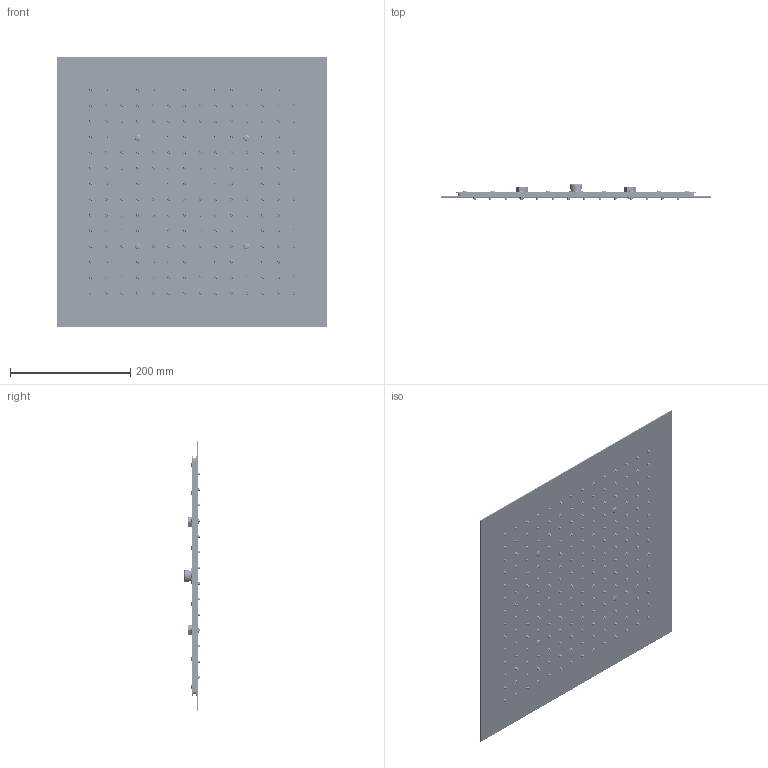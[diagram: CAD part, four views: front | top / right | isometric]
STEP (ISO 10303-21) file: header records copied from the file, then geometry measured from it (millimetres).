
FILE_DESCRIPTION (( 'STEP AP203' ), '1' );
FILE_NAME ('99ZP09558.STEP', '2024-06-19T06:47:51', ( '' ), ( '' ), 'SwSTEP 2.0', 'SolidWorks 2021', '' );
FILE_SCHEMA (( 'CONFIG_CONTROL_DESIGN' ));
Length unit declared in the file: millimetre
Products named in the file (1): 99ZP09558
Bounding box: 450 x 26.5 x 450 mm (x, y, z)
Volume: 1454996.1 mm3; surface area: 513558.5 mm2
Topology: 197 solids, 197 shells, 3362 faces, 5375 edges, 3455 vertices
Faces by surface type: plane 1488, cylinder 1444, cone 390, torus 36, bspline 4
Full cylindrical faces by diameter (mm): 1 x192, 2.5 x32, 5 x384, 5.5 x1, 6.4 x192, 6.5 x4, 7.4 x32, 7.5 x192, 8.5 x8, 9 x4, 9.1 x192, 9.4 x192, 9.85 x4, 10.5 x1, 17.2 x1, 20.7 x1
Entity records: 68455 total; most frequent: DIRECTION 13504, CARTESIAN_POINT 10321, ORIENTED_EDGE 6936, AXIS2_PLACEMENT_3D 6677, EDGE_LOOP 6664, FACE_OUTER_BOUND 4830, EDGE_CURVE 3468, VERTEX_POINT 3410
